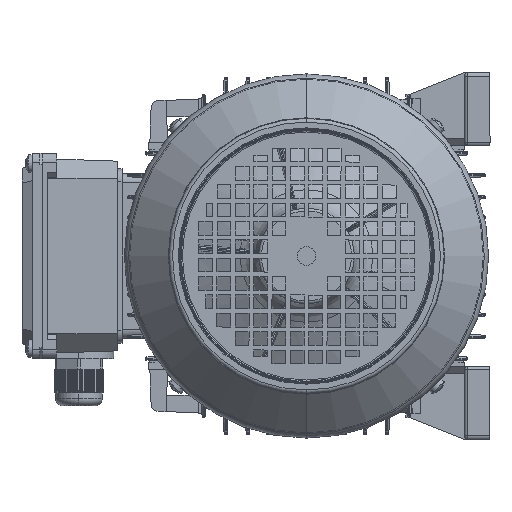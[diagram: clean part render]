
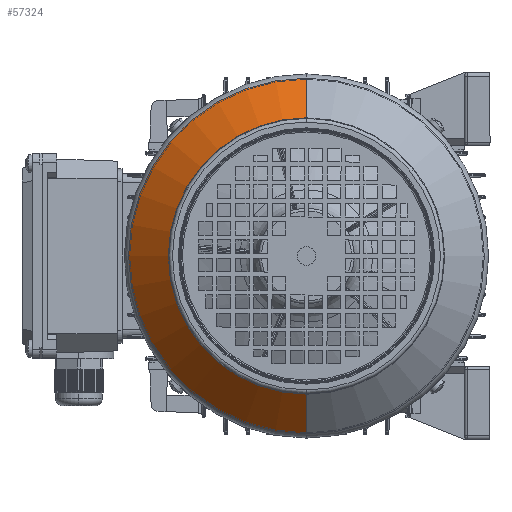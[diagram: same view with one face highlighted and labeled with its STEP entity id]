
A CAD part, left-side view. The second image highlights one B-rep face of the part: STEP entity #57324.
In plain terms, the highlighted conical face has half-angle 45 degrees and reference radius 75.293 mm.
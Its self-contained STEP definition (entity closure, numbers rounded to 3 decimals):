
#54101 = AXIS2_PLACEMENT_3D ( 'NONE', #54225, #54224, #54223 ) ;
#54103 = CONICAL_SURFACE ( 'NONE', #54101, 75.293, 0.785 ) ;
#54105 = FACE_OUTER_BOUND ( 'NONE', #57328, .T. ) ;
#54223 = DIRECTION ( 'NONE',  ( 0., 0., 1. ) ) ;
#54224 = DIRECTION ( 'NONE',  ( -1., 0., 0. ) ) ;
#54225 = CARTESIAN_POINT ( 'NONE',  ( 91.707, 0., 0. ) ) ;
#54459 = DIRECTION ( 'NONE',  ( 0., 0., 1. ) ) ;
#54461 = DIRECTION ( 'NONE',  ( -1., 0., 0. ) ) ;
#54462 = CARTESIAN_POINT ( 'NONE',  ( 70.093, 0., 0. ) ) ;
#54464 = AXIS2_PLACEMENT_3D ( 'NONE', #54462, #54461, #54459 ) ;
#54466 = CIRCLE ( 'NONE', #54464, 96.907 ) ;
#54592 = CARTESIAN_POINT ( 'NONE',  ( 70.093, 0., -96.907 ) ) ;
#54691 = DIRECTION ( 'NONE',  ( -0.707, 0., -0.707 ) ) ;
#54693 = VECTOR ( 'NONE', #54691, 1000. ) ;
#54695 = CARTESIAN_POINT ( 'NONE',  ( 91.707, 0., -75.293 ) ) ;
#54696 = LINE ( 'NONE', #54695, #54693 ) ;
#54795 = DIRECTION ( 'NONE',  ( -0.707, 0., 0.707 ) ) ;
#54797 = VECTOR ( 'NONE', #54795, 1000. ) ;
#54799 = CARTESIAN_POINT ( 'NONE',  ( 91.707, 0., 75.293 ) ) ;
#54801 = LINE ( 'NONE', #54799, #54797 ) ;
#55044 = CARTESIAN_POINT ( 'NONE',  ( 91.707, 0., -75.293 ) ) ;
#55047 = CARTESIAN_POINT ( 'NONE',  ( 91.707, 0., 75.293 ) ) ;
#55049 = DIRECTION ( 'NONE',  ( 0., 0., 1. ) ) ;
#55051 = DIRECTION ( 'NONE',  ( -1., 0., 0. ) ) ;
#55052 = CARTESIAN_POINT ( 'NONE',  ( 91.707, 0., 0. ) ) ;
#55054 = AXIS2_PLACEMENT_3D ( 'NONE', #55052, #55051, #55049 ) ;
#55055 = CIRCLE ( 'NONE', #55054, 75.293 ) ;
#55208 = CARTESIAN_POINT ( 'NONE',  ( 70.093, 0., 96.907 ) ) ;
#57324 = ADVANCED_FACE ( 'NONE', ( #54105 ), #54103, .T. ) ;
#57328 = EDGE_LOOP ( 'NONE', ( #57547, #57564, #57456, #57464 ) ) ;
#57412 = EDGE_CURVE ( 'NONE', #57596, #57419, #54466, .T. ) ;
#57419 = VERTEX_POINT ( 'NONE', #54592 ) ;
#57453 = EDGE_CURVE ( 'NONE', #57558, #57419, #54696, .T. ) ;
#57456 = ORIENTED_EDGE ( 'NONE', *, *, #57412, .F. ) ;
#57464 = ORIENTED_EDGE ( 'NONE', *, *, #57465, .F. ) ;
#57465 = EDGE_CURVE ( 'NONE', #57556, #57596, #54801, .T. ) ;
#57547 = ORIENTED_EDGE ( 'NONE', *, *, #57554, .T. ) ;
#57554 = EDGE_CURVE ( 'NONE', #57556, #57558, #55055, .T. ) ;
#57556 = VERTEX_POINT ( 'NONE', #55047 ) ;
#57558 = VERTEX_POINT ( 'NONE', #55044 ) ;
#57564 = ORIENTED_EDGE ( 'NONE', *, *, #57453, .T. ) ;
#57596 = VERTEX_POINT ( 'NONE', #55208 ) ;
